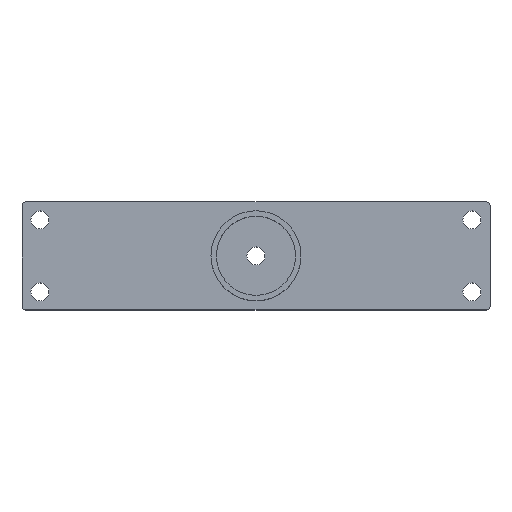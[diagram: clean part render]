
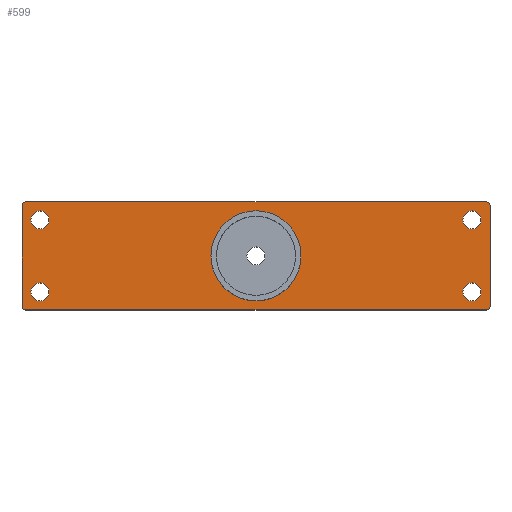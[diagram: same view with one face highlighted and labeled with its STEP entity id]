
A CAD part, top view. The second image highlights one B-rep face of the part: STEP entity #599.
In plain terms, the highlighted planar face has unit normal (0, 0, 1).
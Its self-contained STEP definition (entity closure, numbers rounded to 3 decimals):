
#154 = VERTEX_POINT('',#155);
#155 = CARTESIAN_POINT('',(130.,-28.,3.));
#161 = EDGE_CURVE('',#154,#162,#164,.T.);
#162 = VERTEX_POINT('',#163);
#163 = CARTESIAN_POINT('',(130.,28.,3.));
#164 = LINE('',#165,#166);
#165 = CARTESIAN_POINT('',(130.,-30.,3.));
#166 = VECTOR('',#167,1.);
#167 = DIRECTION('',(0.,1.,0.));
#185 = VERTEX_POINT('',#186);
#186 = CARTESIAN_POINT('',(128.,30.,3.));
#192 = EDGE_CURVE('',#162,#185,#193,.T.);
#193 = CIRCLE('',#194,2.);
#194 = AXIS2_PLACEMENT_3D('',#195,#196,#197);
#195 = CARTESIAN_POINT('',(128.,28.,3.));
#196 = DIRECTION('',(-0.,0.,1.));
#197 = DIRECTION('',(0.,-1.,0.));
#210 = EDGE_CURVE('',#211,#154,#213,.T.);
#211 = VERTEX_POINT('',#212);
#212 = CARTESIAN_POINT('',(128.,-30.,3.));
#213 = CIRCLE('',#214,2.);
#214 = AXIS2_PLACEMENT_3D('',#215,#216,#217);
#215 = CARTESIAN_POINT('',(128.,-28.,3.));
#216 = DIRECTION('',(-0.,0.,1.));
#217 = DIRECTION('',(0.,-1.,0.));
#235 = EDGE_CURVE('',#185,#236,#238,.T.);
#236 = VERTEX_POINT('',#237);
#237 = CARTESIAN_POINT('',(-128.,30.,3.));
#238 = LINE('',#239,#240);
#239 = CARTESIAN_POINT('',(130.,30.,3.));
#240 = VECTOR('',#241,1.);
#241 = DIRECTION('',(-1.,0.,0.));
#259 = VERTEX_POINT('',#260);
#260 = CARTESIAN_POINT('',(-128.,-30.,3.));
#266 = EDGE_CURVE('',#259,#211,#267,.T.);
#267 = LINE('',#268,#269);
#268 = CARTESIAN_POINT('',(-130.,-30.,3.));
#269 = VECTOR('',#270,1.);
#270 = DIRECTION('',(1.,0.,0.));
#283 = EDGE_CURVE('',#284,#236,#286,.T.);
#284 = VERTEX_POINT('',#285);
#285 = CARTESIAN_POINT('',(-130.,28.,3.));
#286 = CIRCLE('',#287,2.);
#287 = AXIS2_PLACEMENT_3D('',#288,#289,#290);
#288 = CARTESIAN_POINT('',(-128.,28.,3.));
#289 = DIRECTION('',(-0.,-0.,-1.));
#290 = DIRECTION('',(0.,-1.,0.));
#308 = VERTEX_POINT('',#309);
#309 = CARTESIAN_POINT('',(-130.,-28.,3.));
#315 = EDGE_CURVE('',#259,#308,#316,.T.);
#316 = CIRCLE('',#317,2.);
#317 = AXIS2_PLACEMENT_3D('',#318,#319,#320);
#318 = CARTESIAN_POINT('',(-128.,-28.,3.));
#319 = DIRECTION('',(-0.,-0.,-1.));
#320 = DIRECTION('',(0.,-1.,0.));
#333 = EDGE_CURVE('',#284,#308,#334,.T.);
#334 = LINE('',#335,#336);
#335 = CARTESIAN_POINT('',(-130.,30.,3.));
#336 = VECTOR('',#337,1.);
#337 = DIRECTION('',(0.,-1.,0.));
#349 = VERTEX_POINT('',#350);
#350 = CARTESIAN_POINT('',(-115.,-20.,3.));
#356 = EDGE_CURVE('',#349,#349,#357,.T.);
#357 = CIRCLE('',#358,5.);
#358 = AXIS2_PLACEMENT_3D('',#359,#360,#361);
#359 = CARTESIAN_POINT('',(-120.,-20.,3.));
#360 = DIRECTION('',(0.,0.,1.));
#361 = DIRECTION('',(1.,0.,0.));
#374 = VERTEX_POINT('',#375);
#375 = CARTESIAN_POINT('',(125.,-20.,3.));
#381 = EDGE_CURVE('',#374,#374,#382,.T.);
#382 = CIRCLE('',#383,5.);
#383 = AXIS2_PLACEMENT_3D('',#384,#385,#386);
#384 = CARTESIAN_POINT('',(120.,-20.,3.));
#385 = DIRECTION('',(0.,0.,1.));
#386 = DIRECTION('',(1.,0.,0.));
#399 = VERTEX_POINT('',#400);
#400 = CARTESIAN_POINT('',(-115.,20.,3.));
#406 = EDGE_CURVE('',#399,#399,#407,.T.);
#407 = CIRCLE('',#408,5.);
#408 = AXIS2_PLACEMENT_3D('',#409,#410,#411);
#409 = CARTESIAN_POINT('',(-120.,20.,3.));
#410 = DIRECTION('',(0.,0.,1.));
#411 = DIRECTION('',(1.,0.,0.));
#579 = VERTEX_POINT('',#580);
#580 = CARTESIAN_POINT('',(125.,20.,3.));
#586 = EDGE_CURVE('',#579,#579,#587,.T.);
#587 = CIRCLE('',#588,5.);
#588 = AXIS2_PLACEMENT_3D('',#589,#590,#591);
#589 = CARTESIAN_POINT('',(120.,20.,3.));
#590 = DIRECTION('',(0.,0.,1.));
#591 = DIRECTION('',(1.,0.,0.));
#599 = ADVANCED_FACE('',(#600,#610,#613,#616,#619,#630),#633,.T.);
#600 = FACE_BOUND('',#601,.T.);
#601 = EDGE_LOOP('',(#602,#603,#604,#605,#606,#607,#608,#609));
#602 = ORIENTED_EDGE('',*,*,#161,.T.);
#603 = ORIENTED_EDGE('',*,*,#192,.T.);
#604 = ORIENTED_EDGE('',*,*,#235,.T.);
#605 = ORIENTED_EDGE('',*,*,#283,.F.);
#606 = ORIENTED_EDGE('',*,*,#333,.T.);
#607 = ORIENTED_EDGE('',*,*,#315,.F.);
#608 = ORIENTED_EDGE('',*,*,#266,.T.);
#609 = ORIENTED_EDGE('',*,*,#210,.T.);
#610 = FACE_BOUND('',#611,.T.);
#611 = EDGE_LOOP('',(#612));
#612 = ORIENTED_EDGE('',*,*,#356,.F.);
#613 = FACE_BOUND('',#614,.T.);
#614 = EDGE_LOOP('',(#615));
#615 = ORIENTED_EDGE('',*,*,#381,.F.);
#616 = FACE_BOUND('',#617,.T.);
#617 = EDGE_LOOP('',(#618));
#618 = ORIENTED_EDGE('',*,*,#406,.F.);
#619 = FACE_BOUND('',#620,.T.);
#620 = EDGE_LOOP('',(#621));
#621 = ORIENTED_EDGE('',*,*,#622,.F.);
#622 = EDGE_CURVE('',#623,#623,#625,.T.);
#623 = VERTEX_POINT('',#624);
#624 = CARTESIAN_POINT('',(25.,0.,3.));
#625 = CIRCLE('',#626,25.);
#626 = AXIS2_PLACEMENT_3D('',#627,#628,#629);
#627 = CARTESIAN_POINT('',(0.,0.,3.));
#628 = DIRECTION('',(0.,0.,1.));
#629 = DIRECTION('',(1.,0.,0.));
#630 = FACE_BOUND('',#631,.T.);
#631 = EDGE_LOOP('',(#632));
#632 = ORIENTED_EDGE('',*,*,#586,.F.);
#633 = PLANE('',#634);
#634 = AXIS2_PLACEMENT_3D('',#635,#636,#637);
#635 = CARTESIAN_POINT('',(0.,0.,3.));
#636 = DIRECTION('',(0.,0.,1.));
#637 = DIRECTION('',(1.,0.,0.));
